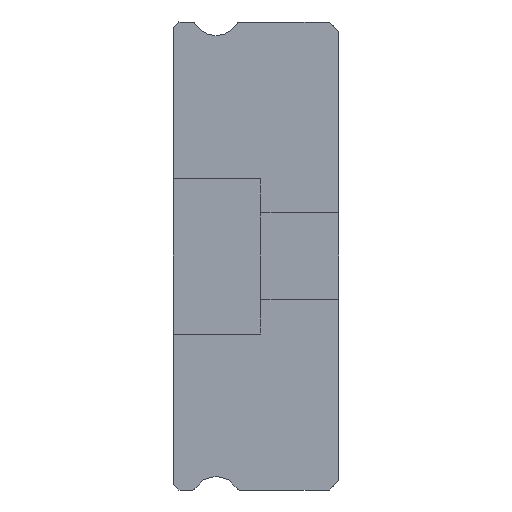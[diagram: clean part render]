
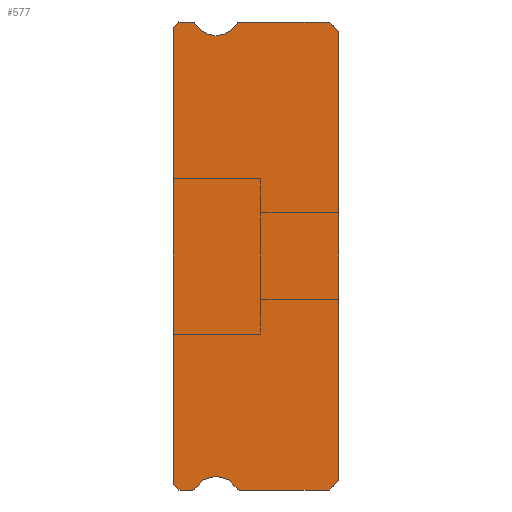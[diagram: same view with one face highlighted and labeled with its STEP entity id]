
A CAD part, left-side view. The second image highlights one B-rep face of the part: STEP entity #577.
In plain terms, the highlighted planar face has unit normal (-1, 0, 0).
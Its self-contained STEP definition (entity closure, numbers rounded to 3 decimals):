
#63 = CARTESIAN_POINT ( 'NONE',  ( -5., 5.088, -11.85 ) ) ;
#92 = VERTEX_POINT ( 'NONE', #2469 ) ;
#129 = DIRECTION ( 'NONE',  ( 0., 0.707, -0.707 ) ) ;
#138 = DIRECTION ( 'NONE',  ( 0., 0.707, -0.707 ) ) ;
#165 = VECTOR ( 'NONE', #129, 1000. ) ;
#197 = DIRECTION ( 'NONE',  ( -1., 0., 0. ) ) ;
#230 = ORIENTED_EDGE ( 'NONE', *, *, #6357, .F. ) ;
#519 = CARTESIAN_POINT ( 'NONE',  ( -5., 5.088, 11.85 ) ) ;
#577 = ADVANCED_FACE ( 'NONE', ( #7463 ), #6258, .F. ) ;
#613 = CIRCLE ( 'NONE', #7186, 0.15 ) ;
#737 = ORIENTED_EDGE ( 'NONE', *, *, #4924, .F. ) ;
#807 = LINE ( 'NONE', #5840, #2301 ) ;
#917 = CARTESIAN_POINT ( 'NONE',  ( -5., 6.3, -12.55 ) ) ;
#919 = CARTESIAN_POINT ( 'NONE',  ( -5., 7.512, 11.85 ) ) ;
#937 = EDGE_CURVE ( 'NONE', #8065, #3688, #3693, .T. ) ;
#972 = LINE ( 'NONE', #3529, #7677 ) ;
#995 = DIRECTION ( 'NONE',  ( 0., 0., -1. ) ) ;
#1084 = VERTEX_POINT ( 'NONE', #2726 ) ;
#1130 = VERTEX_POINT ( 'NONE', #6480 ) ;
#1172 = DIRECTION ( 'NONE',  ( 0., -0.707, -0.707 ) ) ;
#1202 = VECTOR ( 'NONE', #1747, 1000. ) ;
#1230 = DIRECTION ( 'NONE',  ( 0., 0., -1. ) ) ;
#1469 = CARTESIAN_POINT ( 'NONE',  ( -5., 5.088, 12. ) ) ;
#1476 = CARTESIAN_POINT ( 'NONE',  ( -5., 7.512, 12. ) ) ;
#1633 = EDGE_CURVE ( 'NONE', #6426, #4961, #2092, .T. ) ;
#1696 = CARTESIAN_POINT ( 'NONE',  ( -5., 7.512, -12. ) ) ;
#1747 = DIRECTION ( 'NONE',  ( 0., 0., 1. ) ) ;
#1762 = ORIENTED_EDGE ( 'NONE', *, *, #5374, .F. ) ;
#1962 = CARTESIAN_POINT ( 'NONE',  ( -5., 0., -11.5 ) ) ;
#1964 = CARTESIAN_POINT ( 'NONE',  ( -5., 8.5, 11.7 ) ) ;
#2018 = ORIENTED_EDGE ( 'NONE', *, *, #4369, .F. ) ;
#2029 = DIRECTION ( 'NONE',  ( 0., 1., 0. ) ) ;
#2055 = LINE ( 'NONE', #7153, #3931 ) ;
#2092 = LINE ( 'NONE', #1476, #7583 ) ;
#2106 = CARTESIAN_POINT ( 'NONE',  ( -5., 6.3, 12.55 ) ) ;
#2161 = CARTESIAN_POINT ( 'NONE',  ( -5., 5.217, 11.925 ) ) ;
#2180 = CIRCLE ( 'NONE', #7820, 0.15 ) ;
#2301 = VECTOR ( 'NONE', #138, 1000. ) ;
#2410 = AXIS2_PLACEMENT_3D ( 'NONE', #7891, #4218, #6113 ) ;
#2469 = CARTESIAN_POINT ( 'NONE',  ( -5., 6.3, 11.3 ) ) ;
#2502 = CARTESIAN_POINT ( 'NONE',  ( -5., 5.217, -11.925 ) ) ;
#2503 = EDGE_CURVE ( 'NONE', #8065, #5982, #3648, .T. ) ;
#2504 = EDGE_CURVE ( 'NONE', #5894, #4554, #2180, .T. ) ;
#2604 = ORIENTED_EDGE ( 'NONE', *, *, #937, .F. ) ;
#2673 = CARTESIAN_POINT ( 'NONE',  ( -5., 0.5, 12. ) ) ;
#2726 = CARTESIAN_POINT ( 'NONE',  ( -5., 7.512, 12. ) ) ;
#2767 = EDGE_LOOP ( 'NONE', ( #2604, #3778, #6675, #3566, #5856, #230, #5203, #1762, #4169, #4380, #3032, #5028, #6034, #2018, #737, #6737, #7553 ) ) ;
#2915 = VERTEX_POINT ( 'NONE', #8040 ) ;
#2931 = LINE ( 'NONE', #1696, #7122 ) ;
#2993 = VECTOR ( 'NONE', #4522, 1000. ) ;
#3032 = ORIENTED_EDGE ( 'NONE', *, *, #1633, .F. ) ;
#3037 = DIRECTION ( 'NONE',  ( 1., 0., 0. ) ) ;
#3310 = LINE ( 'NONE', #1962, #165 ) ;
#3331 = EDGE_CURVE ( 'NONE', #4961, #5067, #7751, .T. ) ;
#3434 = DIRECTION ( 'NONE',  ( 0., 0., -1. ) ) ;
#3521 = CARTESIAN_POINT ( 'NONE',  ( -5., 7.512, -11.85 ) ) ;
#3529 = CARTESIAN_POINT ( 'NONE',  ( -5., 0., 11.5 ) ) ;
#3566 = ORIENTED_EDGE ( 'NONE', *, *, #2504, .F. ) ;
#3573 = CARTESIAN_POINT ( 'NONE',  ( -5., 8.5, 11.85 ) ) ;
#3597 = EDGE_CURVE ( 'NONE', #5571, #6426, #6945, .T. ) ;
#3603 = CIRCLE ( 'NONE', #2410, 1.25 ) ;
#3606 = VERTEX_POINT ( 'NONE', #3829 ) ;
#3648 = LINE ( 'NONE', #7404, #4172 ) ;
#3688 = VERTEX_POINT ( 'NONE', #1964 ) ;
#3693 = LINE ( 'NONE', #3573, #1202 ) ;
#3778 = ORIENTED_EDGE ( 'NONE', *, *, #2503, .T. ) ;
#3829 = CARTESIAN_POINT ( 'NONE',  ( -5., 8.2, 12. ) ) ;
#3931 = VECTOR ( 'NONE', #3966, 1000. ) ;
#3966 = DIRECTION ( 'NONE',  ( 0., 1., 0. ) ) ;
#3987 = VECTOR ( 'NONE', #2029, 1000. ) ;
#4002 = DIRECTION ( 'NONE',  ( 0., -1., 0. ) ) ;
#4039 = EDGE_CURVE ( 'NONE', #2915, #7729, #7531, .T. ) ;
#4169 = ORIENTED_EDGE ( 'NONE', *, *, #8136, .T. ) ;
#4172 = VECTOR ( 'NONE', #1172, 1000. ) ;
#4218 = DIRECTION ( 'NONE',  ( -1., 0., 0. ) ) ;
#4300 = EDGE_CURVE ( 'NONE', #7859, #5894, #5303, .T. ) ;
#4363 = EDGE_CURVE ( 'NONE', #5982, #4554, #2931, .T. ) ;
#4364 = CARTESIAN_POINT ( 'NONE',  ( -5., 7.512, 11.85 ) ) ;
#4369 = EDGE_CURVE ( 'NONE', #1130, #92, #3603, .T. ) ;
#4380 = ORIENTED_EDGE ( 'NONE', *, *, #3331, .F. ) ;
#4453 = CIRCLE ( 'NONE', #6170, 1.25 ) ;
#4522 = DIRECTION ( 'NONE',  ( 0., -0.707, -0.707 ) ) ;
#4554 = VERTEX_POINT ( 'NONE', #6091 ) ;
#4584 = DIRECTION ( 'NONE',  ( -1., 0., 0. ) ) ;
#4740 = DIRECTION ( 'NONE',  ( 1., 0., 0. ) ) ;
#4822 = CARTESIAN_POINT ( 'NONE',  ( -5., 0., 11.5 ) ) ;
#4924 = EDGE_CURVE ( 'NONE', #1084, #1130, #8041, .T. ) ;
#4961 = VERTEX_POINT ( 'NONE', #7203 ) ;
#5028 = ORIENTED_EDGE ( 'NONE', *, *, #3597, .F. ) ;
#5067 = VERTEX_POINT ( 'NONE', #4822 ) ;
#5183 = DIRECTION ( 'NONE',  ( 0., 0., -1. ) ) ;
#5203 = ORIENTED_EDGE ( 'NONE', *, *, #4039, .F. ) ;
#5268 = AXIS2_PLACEMENT_3D ( 'NONE', #4364, #5372, #1230 ) ;
#5303 = CIRCLE ( 'NONE', #7001, 1.25 ) ;
#5372 = DIRECTION ( 'NONE',  ( 1., 0., 0. ) ) ;
#5374 = EDGE_CURVE ( 'NONE', #6687, #2915, #3310, .T. ) ;
#5381 = AXIS2_PLACEMENT_3D ( 'NONE', #519, #3037, #5559 ) ;
#5465 = DIRECTION ( 'NONE',  ( 1., 0., 0. ) ) ;
#5495 = DIRECTION ( 'NONE',  ( 0., -1., 0. ) ) ;
#5559 = DIRECTION ( 'NONE',  ( 0., 0., -1. ) ) ;
#5571 = VERTEX_POINT ( 'NONE', #2161 ) ;
#5800 = DIRECTION ( 'NONE',  ( 1., 0., 0. ) ) ;
#5840 = CARTESIAN_POINT ( 'NONE',  ( -5., 8.5, 11.7 ) ) ;
#5856 = ORIENTED_EDGE ( 'NONE', *, *, #4300, .F. ) ;
#5894 = VERTEX_POINT ( 'NONE', #6108 ) ;
#5975 = CARTESIAN_POINT ( 'NONE',  ( -5., 5.088, -12. ) ) ;
#5982 = VERTEX_POINT ( 'NONE', #7427 ) ;
#6034 = ORIENTED_EDGE ( 'NONE', *, *, #6841, .F. ) ;
#6091 = CARTESIAN_POINT ( 'NONE',  ( -5., 7.512, -12. ) ) ;
#6108 = CARTESIAN_POINT ( 'NONE',  ( -5., 7.383, -11.925 ) ) ;
#6113 = DIRECTION ( 'NONE',  ( 0., 0., -1. ) ) ;
#6170 = AXIS2_PLACEMENT_3D ( 'NONE', #2106, #4584, #7084 ) ;
#6258 = PLANE ( 'NONE',  #5268 ) ;
#6357 = EDGE_CURVE ( 'NONE', #7729, #7859, #613, .T. ) ;
#6426 = VERTEX_POINT ( 'NONE', #1469 ) ;
#6480 = CARTESIAN_POINT ( 'NONE',  ( -5., 7.383, 11.925 ) ) ;
#6495 = AXIS2_PLACEMENT_3D ( 'NONE', #919, #4740, #995 ) ;
#6675 = ORIENTED_EDGE ( 'NONE', *, *, #4363, .T. ) ;
#6687 = VERTEX_POINT ( 'NONE', #7482 ) ;
#6737 = ORIENTED_EDGE ( 'NONE', *, *, #7099, .T. ) ;
#6841 = EDGE_CURVE ( 'NONE', #92, #5571, #4453, .T. ) ;
#6945 = CIRCLE ( 'NONE', #5381, 0.15 ) ;
#7001 = AXIS2_PLACEMENT_3D ( 'NONE', #917, #197, #3434 ) ;
#7084 = DIRECTION ( 'NONE',  ( 0., 0., -1. ) ) ;
#7099 = EDGE_CURVE ( 'NONE', #1084, #3606, #2055, .T. ) ;
#7122 = VECTOR ( 'NONE', #5495, 1000. ) ;
#7135 = DIRECTION ( 'NONE',  ( 0., 0., 1. ) ) ;
#7153 = CARTESIAN_POINT ( 'NONE',  ( -5., 8.2, 12. ) ) ;
#7186 = AXIS2_PLACEMENT_3D ( 'NONE', #63, #5800, #5183 ) ;
#7203 = CARTESIAN_POINT ( 'NONE',  ( -5., 0.5, 12. ) ) ;
#7404 = CARTESIAN_POINT ( 'NONE',  ( -5., 8.2, -12. ) ) ;
#7427 = CARTESIAN_POINT ( 'NONE',  ( -5., 8.2, -12. ) ) ;
#7463 = FACE_OUTER_BOUND ( 'NONE', #2767, .T. ) ;
#7482 = CARTESIAN_POINT ( 'NONE',  ( -5., 0., -11.5 ) ) ;
#7531 = LINE ( 'NONE', #7687, #3987 ) ;
#7548 = EDGE_CURVE ( 'NONE', #3606, #3688, #807, .T. ) ;
#7553 = ORIENTED_EDGE ( 'NONE', *, *, #7548, .T. ) ;
#7578 = CARTESIAN_POINT ( 'NONE',  ( -5., 8.5, -11.7 ) ) ;
#7583 = VECTOR ( 'NONE', #4002, 1000. ) ;
#7677 = VECTOR ( 'NONE', #7135, 1000. ) ;
#7687 = CARTESIAN_POINT ( 'NONE',  ( -5., 7.512, -12. ) ) ;
#7729 = VERTEX_POINT ( 'NONE', #5975 ) ;
#7751 = LINE ( 'NONE', #2673, #2993 ) ;
#7820 = AXIS2_PLACEMENT_3D ( 'NONE', #3521, #5465, #7947 ) ;
#7859 = VERTEX_POINT ( 'NONE', #2502 ) ;
#7891 = CARTESIAN_POINT ( 'NONE',  ( -5., 6.3, 12.55 ) ) ;
#7947 = DIRECTION ( 'NONE',  ( 0., 0., -1. ) ) ;
#8040 = CARTESIAN_POINT ( 'NONE',  ( -5., 0.5, -12. ) ) ;
#8041 = CIRCLE ( 'NONE', #6495, 0.15 ) ;
#8065 = VERTEX_POINT ( 'NONE', #7578 ) ;
#8136 = EDGE_CURVE ( 'NONE', #6687, #5067, #972, .T. ) ;
